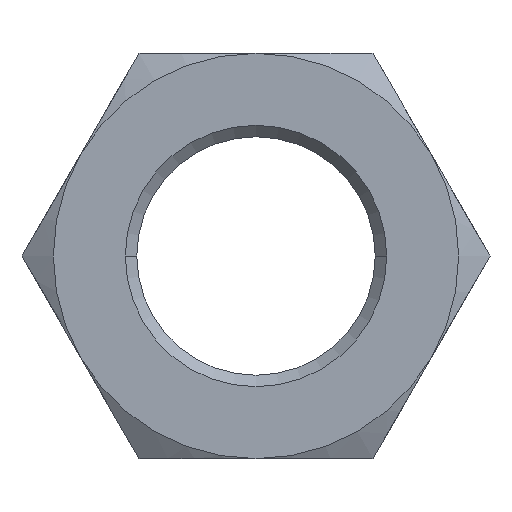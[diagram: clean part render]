
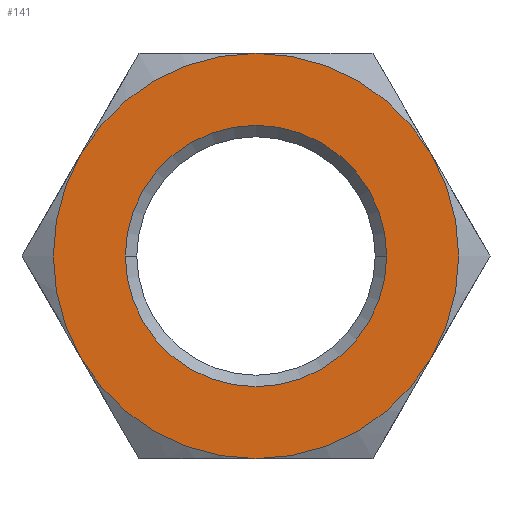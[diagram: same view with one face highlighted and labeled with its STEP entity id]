
A CAD part, front view. The second image highlights one B-rep face of the part: STEP entity #141.
In plain terms, the highlighted planar face has unit normal (0, -1, 0).
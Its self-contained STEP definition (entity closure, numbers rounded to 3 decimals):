
#141=ADVANCED_FACE('',(#306,#307),#308,.F.);
#306=FACE_OUTER_BOUND('',#500,.T.);
#307=FACE_BOUND('',#501,.T.);
#308=PLANE('',#502);
#500=EDGE_LOOP('',(#811,#812,#813,#814,#815,#816));
#501=EDGE_LOOP('',(#817,#818));
#502=AXIS2_PLACEMENT_3D('',#819,#820,#821);
#811=ORIENTED_EDGE('',*,*,#1202,.T.);
#812=ORIENTED_EDGE('',*,*,#1151,.T.);
#813=ORIENTED_EDGE('',*,*,#1140,.T.);
#814=ORIENTED_EDGE('',*,*,#1128,.T.);
#815=ORIENTED_EDGE('',*,*,#1203,.T.);
#816=ORIENTED_EDGE('',*,*,#1204,.T.);
#817=ORIENTED_EDGE('',*,*,#1205,.T.);
#818=ORIENTED_EDGE('',*,*,#1206,.T.);
#819=CARTESIAN_POINT('',(0.0,-6.0,0.0));
#820=DIRECTION('',(0.0,1.0,0.0));
#821=DIRECTION('',(1.0,0.0,-0.0));
#1128=EDGE_CURVE('',#1342,#1340,#1343,.T.);
#1140=EDGE_CURVE('',#1360,#1342,#1361,.T.);
#1151=EDGE_CURVE('',#1378,#1360,#1379,.T.);
#1202=EDGE_CURVE('',#1447,#1378,#1448,.T.);
#1203=EDGE_CURVE('',#1340,#1449,#1450,.T.);
#1204=EDGE_CURVE('',#1449,#1447,#1451,.T.);
#1205=EDGE_CURVE('',#1452,#1453,#1454,.T.);
#1206=EDGE_CURVE('',#1453,#1452,#1455,.T.);
#1340=VERTEX_POINT('',#1651);
#1342=VERTEX_POINT('',#1662);
#1343=CIRCLE('',#1663,20.5);
#1360=VERTEX_POINT('',#1702);
#1361=CIRCLE('',#1703,20.5);
#1378=VERTEX_POINT('',#1776);
#1379=CIRCLE('',#1777,20.5);
#1447=VERTEX_POINT('',#1963);
#1448=CIRCLE('',#1964,20.5);
#1449=VERTEX_POINT('',#1965);
#1450=CIRCLE('',#1966,20.5);
#1451=CIRCLE('',#1967,20.5);
#1452=VERTEX_POINT('',#1968);
#1453=VERTEX_POINT('',#1969);
#1454=CIRCLE('',#1970,13.221);
#1455=CIRCLE('',#1971,13.221);
#1651=CARTESIAN_POINT('',(17.754,-6.0,-10.25));
#1662=CARTESIAN_POINT('',(0.0,-6.0,-20.5));
#1663=AXIS2_PLACEMENT_3D('',#2206,#2207,#2208);
#1702=CARTESIAN_POINT('',(-17.754,-6.0,-10.25));
#1703=AXIS2_PLACEMENT_3D('',#2219,#2220,#2221);
#1776=CARTESIAN_POINT('',(-17.754,-6.0,10.25));
#1777=AXIS2_PLACEMENT_3D('',#2224,#2225,#2226);
#1963=CARTESIAN_POINT('',(0.0,-6.0,20.5));
#1964=AXIS2_PLACEMENT_3D('',#2279,#2280,#2281);
#1965=CARTESIAN_POINT('',(17.754,-6.0,10.25));
#1966=AXIS2_PLACEMENT_3D('',#2282,#2283,#2284);
#1967=AXIS2_PLACEMENT_3D('',#2285,#2286,#2287);
#1968=CARTESIAN_POINT('',(13.221,-6.0,0.0));
#1969=CARTESIAN_POINT('',(-13.221,-6.0,0.));
#1970=AXIS2_PLACEMENT_3D('',#2288,#2289,#2290);
#1971=AXIS2_PLACEMENT_3D('',#2291,#2292,#2293);
#2206=CARTESIAN_POINT('',(0.0,-6.0,0.0));
#2207=DIRECTION('',(0.0,-1.0,0.0));
#2208=DIRECTION('',(0.0,0.0,-1.0));
#2219=CARTESIAN_POINT('',(0.0,-6.0,0.0));
#2220=DIRECTION('',(0.0,-1.0,-0.0));
#2221=DIRECTION('',(-0.866,0.0,-0.5));
#2224=CARTESIAN_POINT('',(0.0,-6.0,0.0));
#2225=DIRECTION('',(0.0,-1.0,0.0));
#2226=DIRECTION('',(-0.866,0.0,0.5));
#2279=CARTESIAN_POINT('',(0.0,-6.0,0.0));
#2280=DIRECTION('',(0.0,-1.0,0.0));
#2281=DIRECTION('',(0.0,0.0,1.0));
#2282=CARTESIAN_POINT('',(0.0,-6.0,0.0));
#2283=DIRECTION('',(0.0,-1.0,0.0));
#2284=DIRECTION('',(0.866,0.0,-0.5));
#2285=CARTESIAN_POINT('',(0.0,-6.0,0.0));
#2286=DIRECTION('',(0.0,-1.0,0.0));
#2287=DIRECTION('',(0.866,0.0,0.5));
#2288=CARTESIAN_POINT('',(0.0,-6.0,0.0));
#2289=DIRECTION('',(0.0,1.0,0.0));
#2290=DIRECTION('',(-1.0,0.0,0.0));
#2291=CARTESIAN_POINT('',(0.0,-6.0,0.0));
#2292=DIRECTION('',(0.0,1.0,0.0));
#2293=DIRECTION('',(-1.0,0.0,0.0));
